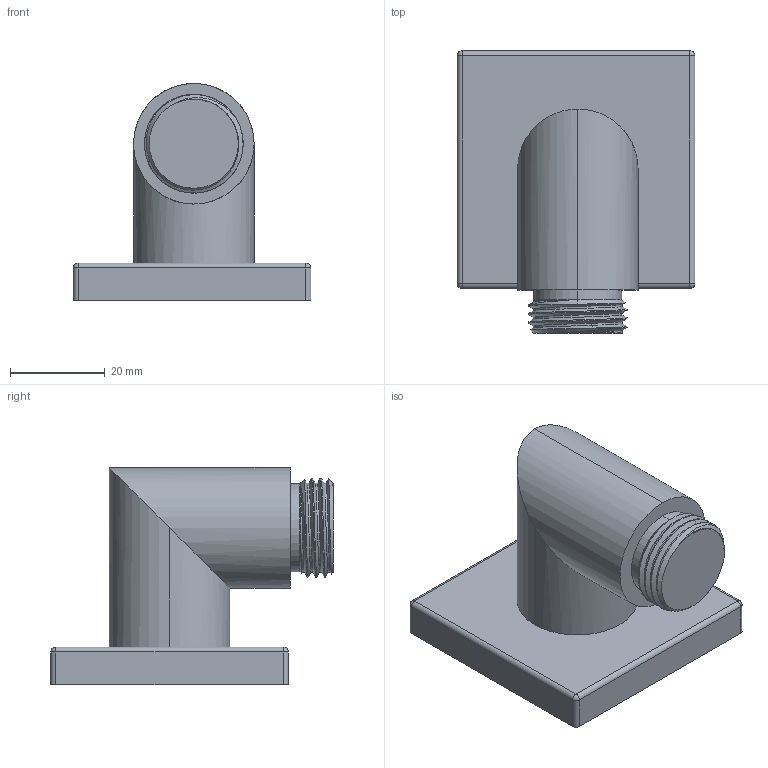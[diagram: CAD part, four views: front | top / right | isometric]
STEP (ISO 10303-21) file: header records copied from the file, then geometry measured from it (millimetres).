
FILE_DESCRIPTION((''),'2;1');
FILE_NAME('285-6','2022-07-12T10:20:30',('rsmith'),(''),'CREO PARAMETRIC BY PTC INC, 2019352','CREO PARAMETRIC BY PTC INC, 2019352','');
FILE_SCHEMA(('CONFIG_CONTROL_DESIGN'));
Length unit declared in the file: inch
Products named in the file (1): 285-6
Bounding box: 50.04 x 59.49 x 45.72 mm (x, y, z)
Volume: 47941.6 mm3; surface area: 11325.1 mm2
Topology: 1 solids, 1 shells, 40 faces, 92 edges, 56 vertices
Faces by surface type: cylinder 18, plane 8, bspline 6, sphere 4, cone 4
Entity records: 2399 total; most frequent: CARTESIAN_POINT 1496, ORIENTED_EDGE 184, DIRECTION 166, EDGE_CURVE 92, AXIS2_PLACEMENT_3D 65, VERTEX_POINT 56, EDGE_LOOP 42, FACE_OUTER_BOUND 40
